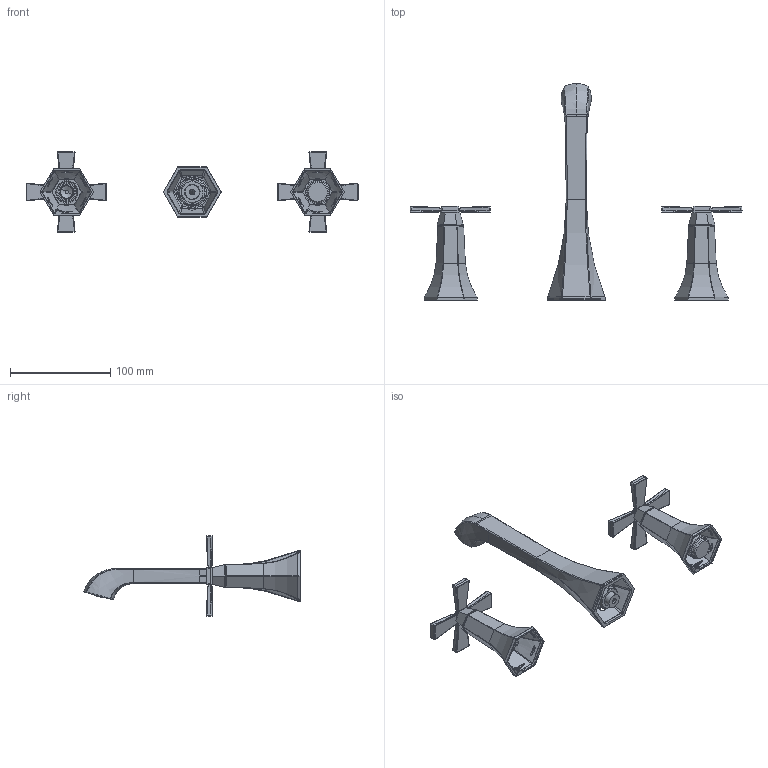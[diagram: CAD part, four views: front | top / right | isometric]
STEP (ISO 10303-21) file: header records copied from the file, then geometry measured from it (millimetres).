
FILE_DESCRIPTION(('CATIA V5 STEP Exchange'),'2;1');
FILE_NAME('CX 01351 0.stp','2019-02-22T10:53:03+00:00',('none'),('none'),'Version 5-6 Release 2013','CATIA V5 STEP AP203','none');
FILE_SCHEMA(('CONFIG_CONTROL_DESIGN'));
Length unit declared in the file: millimetre
Products named in the file (1): PR.0285.58_AllCATPart
Bounding box: 330.5 x 215.8 x 80 mm (x, y, z)
Volume: 147926.3 mm3; surface area: 109214.1 mm2
Topology: 37 solids, 37 shells, 3228 faces, 8257 edges, 5051 vertices
Faces by surface type: plane 1542, cylinder 722, bspline 440, cone 270, torus 134, sphere 120
Entity records: 126050 total; most frequent: CARTESIAN_POINT 59995, ORIENTED_EDGE 16270, DIRECTION 8940, EDGE_CURVE 8135, VERTEX_POINT 5051, AXIS2_PLACEMENT_3D 3735, EDGE_LOOP 3398, VECTOR 3376
